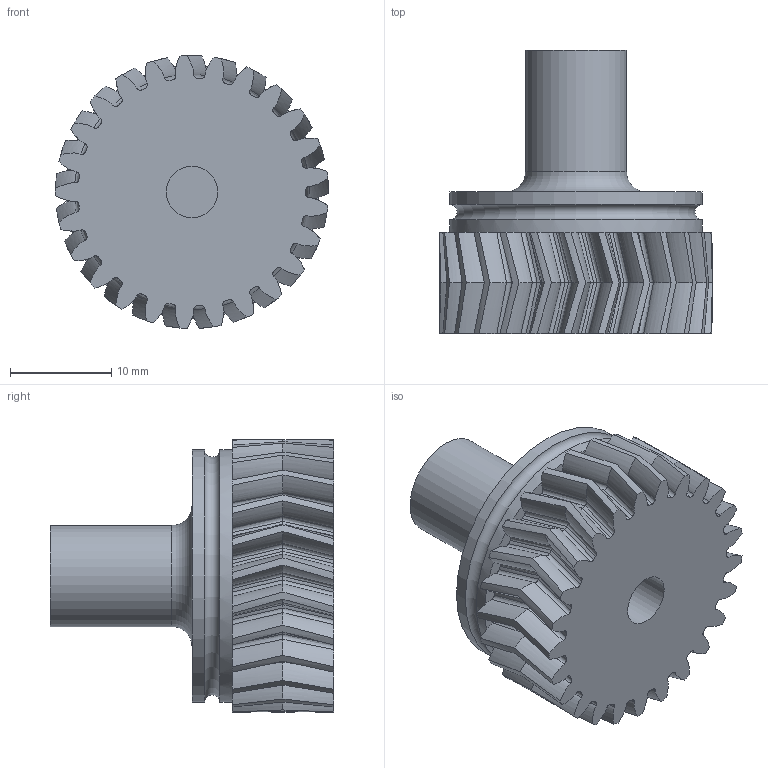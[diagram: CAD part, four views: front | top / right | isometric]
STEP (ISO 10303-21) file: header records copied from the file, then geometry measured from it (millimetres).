
FILE_DESCRIPTION(/* description */ ('STEP AP242 Edition 2','CAx-IF Rec.Pracs.---Representation and Presentation of Product Manufacturing Information (PMI)---4.0---2014-10-13','CAx-IF Rec.Pracs.---3D Tessellated Geometry---0.4---2014-09-14','2;1','CAx-IF Rec.Pracs.---User Defined Attributes---1.5---2016-08-15'),/* implementation_level */ '2;1');
FILE_NAME(/* name */ '6990a0c6a7f830d58a5bf7af',/* time_stamp */ '2026-02-14T16:20:25Z',/* author */ (''),/* organization */ (''),/* preprocessor_version */ 'ST-DEVELOPER v20',/* originating_system */ 'ONSHAPE BY PTC INC, 1.210',/* authorisation */ ' ');
FILE_SCHEMA (('AP242_MANAGED_MODEL_BASED_3D_ENGINEERING_MIM_LF { 1 0 10303 442 3 1 4 }'));
Length unit declared in the file: metre
Products named in the file (1): Spur gear (25 teeth)
Bounding box: 27 x 27.99 x 26.99 mm (x, y, z)
Volume: 7436.5 mm3; surface area: 3751.7 mm2
Topology: 1 solids, 1 shells, 337 faces, 843 edges, 511 vertices
Faces by surface type: bspline 200, cylinder 80, plane 55, torus 2
Full cylindrical faces by diameter (mm): 5.1 x1, 5.25 x1, 10 x1, 25 x2
Entity records: 25846 total; most frequent: CARTESIAN_POINT 19683, ORIENTED_EDGE 1670, DIRECTION 946, EDGE_CURVE 835, VERTEX_POINT 510, AXIS2_PLACEMENT_3D 473, EDGE_LOOP 347, FACE_BOUND 347
